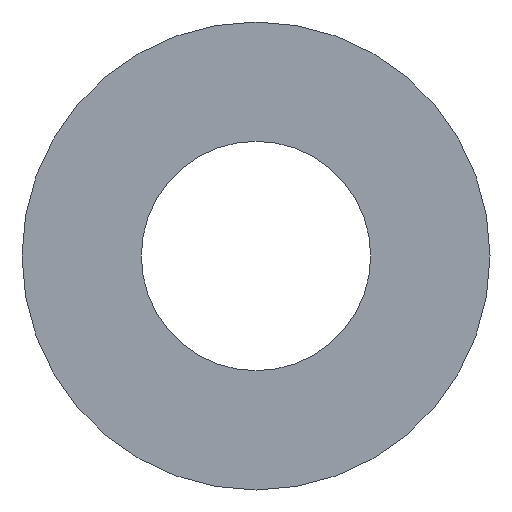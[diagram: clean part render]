
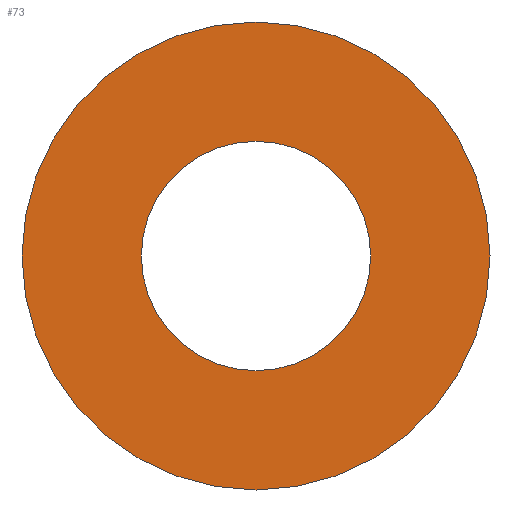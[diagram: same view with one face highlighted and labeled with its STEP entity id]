
A CAD part, front view. The second image highlights one B-rep face of the part: STEP entity #73.
In plain terms, the highlighted planar face has unit normal (0, -1, 0).
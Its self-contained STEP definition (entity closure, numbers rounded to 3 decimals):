
#3 = DIRECTION ( 'NONE',  ( 0., 0., 1. ) ) ;
#5 = CARTESIAN_POINT ( 'NONE',  ( 0., 0., 2.45 ) ) ;
#15 = FACE_BOUND ( 'NONE', #199, .T. ) ;
#16 = ORIENTED_EDGE ( 'NONE', *, *, #149, .T. ) ;
#17 = AXIS2_PLACEMENT_3D ( 'NONE', #35, #119, #3 ) ;
#20 = CARTESIAN_POINT ( 'NONE',  ( 0., 0., -5. ) ) ;
#27 = DIRECTION ( 'NONE',  ( 0., 1., 0. ) ) ;
#30 = ORIENTED_EDGE ( 'NONE', *, *, #47, .T. ) ;
#34 = CARTESIAN_POINT ( 'NONE',  ( 0., 0., 0. ) ) ;
#35 = CARTESIAN_POINT ( 'NONE',  ( 0., 0., 0. ) ) ;
#37 = EDGE_LOOP ( 'NONE', ( #189, #45 ) ) ;
#42 = CIRCLE ( 'NONE', #99, 5. ) ;
#45 = ORIENTED_EDGE ( 'NONE', *, *, #93, .F. ) ;
#47 = EDGE_CURVE ( 'NONE', #175, #185, #152, .T. ) ;
#67 = CARTESIAN_POINT ( 'NONE',  ( 0., 0., 0. ) ) ;
#72 = DIRECTION ( 'NONE',  ( 0., 1., 0. ) ) ;
#73 = ADVANCED_FACE ( 'NONE', ( #91, #15 ), #164, .F. ) ;
#78 = CIRCLE ( 'NONE', #17, 2.45 ) ;
#84 = DIRECTION ( 'NONE',  ( 0., 0., 1. ) ) ;
#91 = FACE_OUTER_BOUND ( 'NONE', #37, .T. ) ;
#93 = EDGE_CURVE ( 'NONE', #131, #181, #42, .T. ) ;
#94 = DIRECTION ( 'NONE',  ( 0., 0., 1. ) ) ;
#95 = DIRECTION ( 'NONE',  ( 0., 0., 1. ) ) ;
#99 = AXIS2_PLACEMENT_3D ( 'NONE', #67, #193, #94 ) ;
#108 = DIRECTION ( 'NONE',  ( 0., 0., 1. ) ) ;
#112 = CARTESIAN_POINT ( 'NONE',  ( 0., 0., 5. ) ) ;
#114 = CIRCLE ( 'NONE', #148, 5. ) ;
#119 = DIRECTION ( 'NONE',  ( 0., 1., 0. ) ) ;
#121 = CARTESIAN_POINT ( 'NONE',  ( 0., 0., -2.45 ) ) ;
#129 = DIRECTION ( 'NONE',  ( 0., 1., 0. ) ) ;
#131 = VERTEX_POINT ( 'NONE', #112 ) ;
#142 = AXIS2_PLACEMENT_3D ( 'NONE', #161, #129, #95 ) ;
#148 = AXIS2_PLACEMENT_3D ( 'NONE', #34, #72, #84 ) ;
#149 = EDGE_CURVE ( 'NONE', #185, #175, #78, .T. ) ;
#152 = CIRCLE ( 'NONE', #211, 2.45 ) ;
#158 = CARTESIAN_POINT ( 'NONE',  ( 0., 0., 0. ) ) ;
#161 = CARTESIAN_POINT ( 'NONE',  ( 0., 0., 0. ) ) ;
#164 = PLANE ( 'NONE',  #142 ) ;
#175 = VERTEX_POINT ( 'NONE', #121 ) ;
#181 = VERTEX_POINT ( 'NONE', #20 ) ;
#185 = VERTEX_POINT ( 'NONE', #5 ) ;
#189 = ORIENTED_EDGE ( 'NONE', *, *, #190, .F. ) ;
#190 = EDGE_CURVE ( 'NONE', #181, #131, #114, .T. ) ;
#193 = DIRECTION ( 'NONE',  ( 0., 1., 0. ) ) ;
#199 = EDGE_LOOP ( 'NONE', ( #30, #16 ) ) ;
#211 = AXIS2_PLACEMENT_3D ( 'NONE', #158, #27, #108 ) ;
